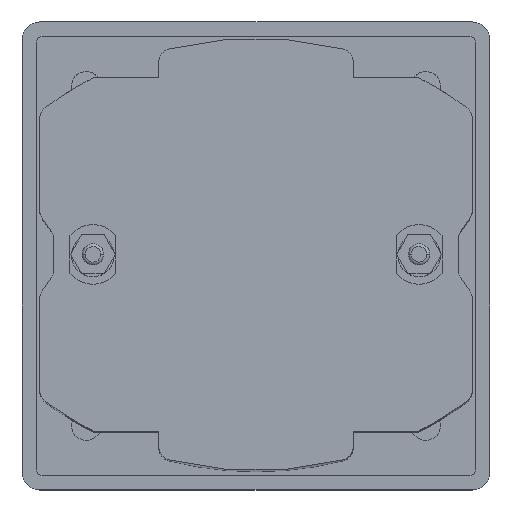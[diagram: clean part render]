
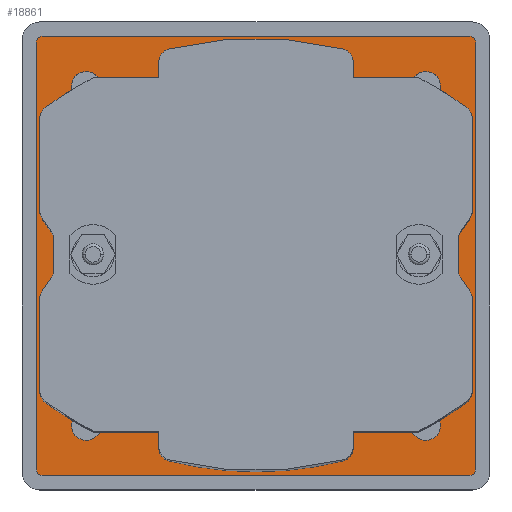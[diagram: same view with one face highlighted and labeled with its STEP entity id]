
A CAD part, top view. The second image highlights one B-rep face of the part: STEP entity #18861.
In plain terms, the highlighted planar face has unit normal (0, 0, 1).
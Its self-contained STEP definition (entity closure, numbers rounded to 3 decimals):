
#17544=CARTESIAN_POINT('',(54.971,40.035,
-35.929));
#17545=DIRECTION('',(0.,0.,-1.));
#17546=DIRECTION('',(0.,1.,0.));
#17547=AXIS2_PLACEMENT_3D('',#17544,#17545,#17546);
#17552=DIRECTION('',(0.,-1.,0.));
#17553=VECTOR('',#17552,60.18);
#17554=CARTESIAN_POINT('',(55.974,40.035,
-35.929));
#17555=LINE('',#17554,#17553);
#17559=CARTESIAN_POINT('',(54.971,-20.145,
-35.929));
#17560=DIRECTION('',(0.,0.,-1.));
#17561=DIRECTION('',(1.,0.,0.));
#17562=AXIS2_PLACEMENT_3D('',#17559,#17560,#17561);
#17567=DIRECTION('',(-1.,0.,0.));
#17568=VECTOR('',#17567,60.18);
#17569=CARTESIAN_POINT('',(54.971,-21.148,
-35.929));
#17570=LINE('',#17569,#17568);
#17574=CARTESIAN_POINT('',(-5.209,-20.145,
-35.929));
#17575=DIRECTION('',(0.,0.,-1.));
#17576=DIRECTION('',(0.,-1.,0.));
#17577=AXIS2_PLACEMENT_3D('',#17574,#17575,#17576);
#17582=DIRECTION('',(0.,1.,0.));
#17583=VECTOR('',#17582,60.18);
#17584=CARTESIAN_POINT('',(-6.212,-20.145,
-35.929));
#17585=LINE('',#17584,#17583);
#17589=CARTESIAN_POINT('',(-5.209,40.035,
-35.929));
#17590=DIRECTION('',(0.,0.,-1.));
#17591=DIRECTION('',(-1.,0.,0.));
#17592=AXIS2_PLACEMENT_3D('',#17589,#17590,#17591);
#17597=DIRECTION('',(1.,0.,0.));
#17598=VECTOR('',#17597,60.18);
#17599=CARTESIAN_POINT('',(-5.209,41.038,
-35.929));
#17600=LINE('',#17599,#17598);
#17604=CARTESIAN_POINT('',(24.881,9.945,
-35.929));
#17605=DIRECTION('',(0.,0.,1.));
#17606=DIRECTION('',(1.,0.,0.));
#17607=AXIS2_PLACEMENT_3D('',#17604,#17605,#17606);
#17612=CARTESIAN_POINT('',(24.881,9.945,
-35.929));
#17613=DIRECTION('',(0.,0.,1.));
#17614=DIRECTION('',(-1.,0.,0.));
#17615=AXIS2_PLACEMENT_3D('',#17612,#17613,#17614);
#17620=CARTESIAN_POINT('',(0.881,33.945,-35.929));
#17621=DIRECTION('',(0.,0.,1.));
#17622=DIRECTION('',(1.,0.,0.));
#17623=AXIS2_PLACEMENT_3D('',#17620,#17621,#17622);
#17628=CARTESIAN_POINT('',(0.881,33.945,-35.929));
#17629=DIRECTION('',(0.,0.,1.));
#17630=DIRECTION('',(-1.,0.,0.));
#17631=AXIS2_PLACEMENT_3D('',#17628,#17629,#17630);
#17636=CARTESIAN_POINT('',(48.881,33.945,
-35.929));
#17637=DIRECTION('',(0.,0.,1.));
#17638=DIRECTION('',(1.,0.,0.));
#17639=AXIS2_PLACEMENT_3D('',#17636,#17637,#17638);
#17644=CARTESIAN_POINT('',(48.881,33.945,
-35.929));
#17645=DIRECTION('',(0.,0.,1.));
#17646=DIRECTION('',(-1.,0.,0.));
#17647=AXIS2_PLACEMENT_3D('',#17644,#17645,#17646);
#17652=CARTESIAN_POINT('',(48.881,-14.055,
-35.929));
#17653=DIRECTION('',(0.,0.,1.));
#17654=DIRECTION('',(1.,0.,0.));
#17655=AXIS2_PLACEMENT_3D('',#17652,#17653,#17654);
#17660=CARTESIAN_POINT('',(48.881,-14.055,
-35.929));
#17661=DIRECTION('',(0.,0.,1.));
#17662=DIRECTION('',(-1.,0.,0.));
#17663=AXIS2_PLACEMENT_3D('',#17660,#17661,#17662);
#17668=CARTESIAN_POINT('',(0.881,-14.055,-35.929));
#17669=DIRECTION('',(0.,0.,1.));
#17670=DIRECTION('',(1.,0.,0.));
#17671=AXIS2_PLACEMENT_3D('',#17668,#17669,#17670);
#17676=CARTESIAN_POINT('',(0.881,-14.055,-35.929));
#17677=DIRECTION('',(0.,0.,1.));
#17678=DIRECTION('',(-1.,0.,0.));
#17679=AXIS2_PLACEMENT_3D('',#17676,#17677,#17678);
#18616=CARTESIAN_POINT('',(54.971,41.038,
-35.929));
#18617=CARTESIAN_POINT('',(55.974,40.035,
-35.929));
#18618=VERTEX_POINT('',#18616);
#18619=VERTEX_POINT('',#18617);
#18620=CARTESIAN_POINT('',(55.974,-20.145,
-35.929));
#18621=VERTEX_POINT('',#18620);
#18622=CARTESIAN_POINT('',(54.971,-21.148,
-35.929));
#18623=VERTEX_POINT('',#18622);
#18624=CARTESIAN_POINT('',(-5.209,-21.148,
-35.929));
#18625=VERTEX_POINT('',#18624);
#18626=CARTESIAN_POINT('',(-6.212,-20.145,
-35.929));
#18627=VERTEX_POINT('',#18626);
#18628=CARTESIAN_POINT('',(-6.212,40.035,
-35.929));
#18629=VERTEX_POINT('',#18628);
#18630=CARTESIAN_POINT('',(-5.209,41.038,
-35.929));
#18631=VERTEX_POINT('',#18630);
#18632=CARTESIAN_POINT('',(53.165,9.945,
-35.929));
#18633=CARTESIAN_POINT('',(-3.404,9.945,
-35.929));
#18634=VERTEX_POINT('',#18632);
#18635=VERTEX_POINT('',#18633);
#18636=CARTESIAN_POINT('',(2.981,33.945,
-35.929));
#18637=CARTESIAN_POINT('',(-1.219,33.945,
-35.929));
#18638=VERTEX_POINT('',#18636);
#18639=VERTEX_POINT('',#18637);
#18640=CARTESIAN_POINT('',(50.981,33.945,
-35.929));
#18641=CARTESIAN_POINT('',(46.781,33.945,
-35.929));
#18642=VERTEX_POINT('',#18640);
#18643=VERTEX_POINT('',#18641);
#18644=CARTESIAN_POINT('',(50.981,-14.055,
-35.929));
#18645=CARTESIAN_POINT('',(46.781,-14.055,
-35.929));
#18646=VERTEX_POINT('',#18644);
#18647=VERTEX_POINT('',#18645);
#18648=CARTESIAN_POINT('',(2.981,-14.055,
-35.929));
#18649=CARTESIAN_POINT('',(-1.219,-14.055,
-35.929));
#18650=VERTEX_POINT('',#18648);
#18651=VERTEX_POINT('',#18649);
#18808=CARTESIAN_POINT('',(57.98,43.044,
-35.929));
#18809=DIRECTION('',(0.,0.,1.));
#18810=DIRECTION('',(1.,0.,0.));
#18811=AXIS2_PLACEMENT_3D('',#18808,#18809,#18810);
#18812=PLANE('',#18811);
#18814=ORIENTED_EDGE('',*,*,#18813,.T.);
#18816=ORIENTED_EDGE('',*,*,#18815,.T.);
#18818=ORIENTED_EDGE('',*,*,#18817,.T.);
#18820=ORIENTED_EDGE('',*,*,#18819,.T.);
#18822=ORIENTED_EDGE('',*,*,#18821,.T.);
#18824=ORIENTED_EDGE('',*,*,#18823,.T.);
#18826=ORIENTED_EDGE('',*,*,#18825,.T.);
#18828=ORIENTED_EDGE('',*,*,#18827,.T.);
#18829=EDGE_LOOP('',(#18814,#18816,#18818,#18820,#18822,#18824,#18826,#18828));
#18830=FACE_OUTER_BOUND('',#18829,.F.);
#18832=ORIENTED_EDGE('',*,*,#18831,.T.);
#18834=ORIENTED_EDGE('',*,*,#18833,.T.);
#18835=EDGE_LOOP('',(#18832,#18834));
#18836=FACE_BOUND('',#18835,.F.);
#18838=ORIENTED_EDGE('',*,*,#18837,.T.);
#18840=ORIENTED_EDGE('',*,*,#18839,.T.);
#18841=EDGE_LOOP('',(#18838,#18840));
#18842=FACE_BOUND('',#18841,.F.);
#18844=ORIENTED_EDGE('',*,*,#18843,.T.);
#18846=ORIENTED_EDGE('',*,*,#18845,.T.);
#18847=EDGE_LOOP('',(#18844,#18846));
#18848=FACE_BOUND('',#18847,.F.);
#18850=ORIENTED_EDGE('',*,*,#18849,.T.);
#18852=ORIENTED_EDGE('',*,*,#18851,.T.);
#18853=EDGE_LOOP('',(#18850,#18852));
#18854=FACE_BOUND('',#18853,.F.);
#18856=ORIENTED_EDGE('',*,*,#18855,.T.);
#18858=ORIENTED_EDGE('',*,*,#18857,.T.);
#18859=EDGE_LOOP('',(#18856,#18858));
#18860=FACE_BOUND('',#18859,.F.);
#17548=CIRCLE('',#17547,1.003);
#17563=CIRCLE('',#17562,1.003);
#17578=CIRCLE('',#17577,1.003);
#17593=CIRCLE('',#17592,1.003);
#17608=CIRCLE('',#17607,28.285);
#17616=CIRCLE('',#17615,28.285);
#17624=CIRCLE('',#17623,2.1);
#17632=CIRCLE('',#17631,2.1);
#17640=CIRCLE('',#17639,2.1);
#17648=CIRCLE('',#17647,2.1);
#17656=CIRCLE('',#17655,2.1);
#17664=CIRCLE('',#17663,2.1);
#17672=CIRCLE('',#17671,2.1);
#17680=CIRCLE('',#17679,2.1);
#18813=EDGE_CURVE('',#18618,#18619,#17548,.T.);
#18815=EDGE_CURVE('',#18619,#18621,#17555,.T.);
#18817=EDGE_CURVE('',#18621,#18623,#17563,.T.);
#18819=EDGE_CURVE('',#18623,#18625,#17570,.T.);
#18821=EDGE_CURVE('',#18625,#18627,#17578,.T.);
#18823=EDGE_CURVE('',#18627,#18629,#17585,.T.);
#18825=EDGE_CURVE('',#18629,#18631,#17593,.T.);
#18827=EDGE_CURVE('',#18631,#18618,#17600,.T.);
#18831=EDGE_CURVE('',#18634,#18635,#17608,.T.);
#18833=EDGE_CURVE('',#18635,#18634,#17616,.T.);
#18837=EDGE_CURVE('',#18638,#18639,#17624,.T.);
#18839=EDGE_CURVE('',#18639,#18638,#17632,.T.);
#18843=EDGE_CURVE('',#18642,#18643,#17640,.T.);
#18845=EDGE_CURVE('',#18643,#18642,#17648,.T.);
#18849=EDGE_CURVE('',#18646,#18647,#17656,.T.);
#18851=EDGE_CURVE('',#18647,#18646,#17664,.T.);
#18855=EDGE_CURVE('',#18650,#18651,#17672,.T.);
#18857=EDGE_CURVE('',#18651,#18650,#17680,.T.);
#18861=ADVANCED_FACE('',(#18830,#18836,#18842,#18848,#18854,#18860),#18812,.T.);
